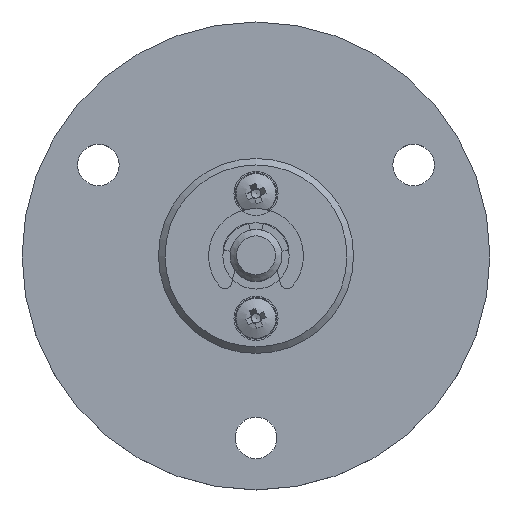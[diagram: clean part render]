
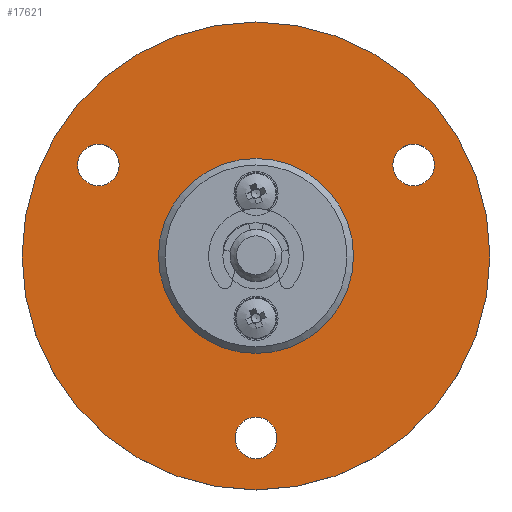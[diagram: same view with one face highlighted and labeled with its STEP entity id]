
A CAD part, top view. The second image highlights one B-rep face of the part: STEP entity #17621.
In plain terms, the highlighted planar face has unit normal (0, 0, 1).
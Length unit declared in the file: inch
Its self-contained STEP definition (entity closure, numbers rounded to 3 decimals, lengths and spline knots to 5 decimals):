
#263 = DIRECTION ( 'NONE',  ( 0., 0., 1. ) ) ;
#435 = CIRCLE ( 'NONE', #20689, 0.29528 ) ;
#1450 = CARTESIAN_POINT ( 'NONE',  ( 0.47734, 0.27559, -1.02362 ) ) ;
#1668 = DIRECTION ( 'NONE',  ( 0., 1., 0. ) ) ;
#1871 = EDGE_CURVE ( 'NONE', #18635, #18635, #12254, .T. ) ;
#2534 = CIRCLE ( 'NONE', #4917, 0.06299 ) ;
#2927 = ORIENTED_EDGE ( 'NONE', *, *, #15031, .F. ) ;
#3555 = CARTESIAN_POINT ( 'NONE',  ( 0., 0., -1.02362 ) ) ;
#4021 = CARTESIAN_POINT ( 'NONE',  ( -0.47734, 0.27559, -1.02362 ) ) ;
#4198 = FACE_OUTER_BOUND ( 'NONE', #8186, .T. ) ;
#4419 = CIRCLE ( 'NONE', #16047, 0.06299 ) ;
#4797 = DIRECTION ( 'NONE',  ( 0., 1., 0. ) ) ;
#4917 = AXIS2_PLACEMENT_3D ( 'NONE', #4021, #263, #6813 ) ;
#4976 = DIRECTION ( 'NONE',  ( 0., 0., 1. ) ) ;
#5146 = CARTESIAN_POINT ( 'NONE',  ( 0., -0.70866, -1.02362 ) ) ;
#5547 = DIRECTION ( 'NONE',  ( 0., 0., 1. ) ) ;
#5976 = AXIS2_PLACEMENT_3D ( 'NONE', #3555, #17908, #8199 ) ;
#6067 = EDGE_LOOP ( 'NONE', ( #12294 ) ) ;
#6148 = FACE_BOUND ( 'NONE', #6067, .T. ) ;
#6813 = DIRECTION ( 'NONE',  ( 0., 1., 0. ) ) ;
#6845 = DIRECTION ( 'NONE',  ( 0., -1., 0. ) ) ;
#7202 = VERTEX_POINT ( 'NONE', #7514 ) ;
#7514 = CARTESIAN_POINT ( 'NONE',  ( -0.47734, 0.33858, -1.02362 ) ) ;
#7966 = ORIENTED_EDGE ( 'NONE', *, *, #1871, .F. ) ;
#8132 = DIRECTION ( 'NONE',  ( 0., 0., 1. ) ) ;
#8186 = EDGE_LOOP ( 'NONE', ( #10163 ) ) ;
#8199 = DIRECTION ( 'NONE',  ( 0., -1., 0. ) ) ;
#8257 = EDGE_LOOP ( 'NONE', ( #11006 ) ) ;
#9128 = FACE_BOUND ( 'NONE', #8257, .T. ) ;
#9242 = PLANE ( 'NONE',  #20965 ) ;
#9578 = VERTEX_POINT ( 'NONE', #19219 ) ;
#9722 = CARTESIAN_POINT ( 'NONE',  ( 0., -0.55118, -1.02362 ) ) ;
#9892 = EDGE_LOOP ( 'NONE', ( #2927 ) ) ;
#10163 = ORIENTED_EDGE ( 'NONE', *, *, #18410, .F. ) ;
#10568 = VERTEX_POINT ( 'NONE', #13692 ) ;
#10640 = FACE_BOUND ( 'NONE', #9892, .T. ) ;
#11006 = ORIENTED_EDGE ( 'NONE', *, *, #15679, .F. ) ;
#11594 = VERTEX_POINT ( 'NONE', #5146 ) ;
#12254 = CIRCLE ( 'NONE', #20436, 0.06299 ) ;
#12294 = ORIENTED_EDGE ( 'NONE', *, *, #20378, .F. ) ;
#12346 = CARTESIAN_POINT ( 'NONE',  ( 0.47734, 0.33858, -1.02362 ) ) ;
#12785 = DIRECTION ( 'NONE',  ( 0., 0., -1. ) ) ;
#13692 = CARTESIAN_POINT ( 'NONE',  ( 0., -0.48819, -1.02362 ) ) ;
#14184 = CARTESIAN_POINT ( 'NONE',  ( -0.27511, 0., -1.02362 ) ) ;
#14774 = EDGE_LOOP ( 'NONE', ( #7966 ) ) ;
#15031 = EDGE_CURVE ( 'NONE', #10568, #10568, #4419, .T. ) ;
#15679 = EDGE_CURVE ( 'NONE', #9578, #9578, #435, .T. ) ;
#16047 = AXIS2_PLACEMENT_3D ( 'NONE', #9722, #8132, #4797 ) ;
#17621 = ADVANCED_FACE ( 'NONE', ( #9128, #4198, #10640, #20800, #6148 ), #9242, .F. ) ;
#17908 = DIRECTION ( 'NONE',  ( 0., 0., -1. ) ) ;
#18410 = EDGE_CURVE ( 'NONE', #11594, #11594, #18605, .T. ) ;
#18605 = CIRCLE ( 'NONE', #5976, 0.70866 ) ;
#18635 = VERTEX_POINT ( 'NONE', #12346 ) ;
#18885 = DIRECTION ( 'NONE',  ( 0., -1., 0. ) ) ;
#19219 = CARTESIAN_POINT ( 'NONE',  ( 0., -0.29528, -1.02362 ) ) ;
#20198 = CARTESIAN_POINT ( 'NONE',  ( 0., 0., -1.02362 ) ) ;
#20378 = EDGE_CURVE ( 'NONE', #7202, #7202, #2534, .T. ) ;
#20436 = AXIS2_PLACEMENT_3D ( 'NONE', #1450, #4976, #1668 ) ;
#20689 = AXIS2_PLACEMENT_3D ( 'NONE', #20198, #5547, #6845 ) ;
#20800 = FACE_BOUND ( 'NONE', #14774, .T. ) ;
#20965 = AXIS2_PLACEMENT_3D ( 'NONE', #14184, #12785, #18885 ) ;
